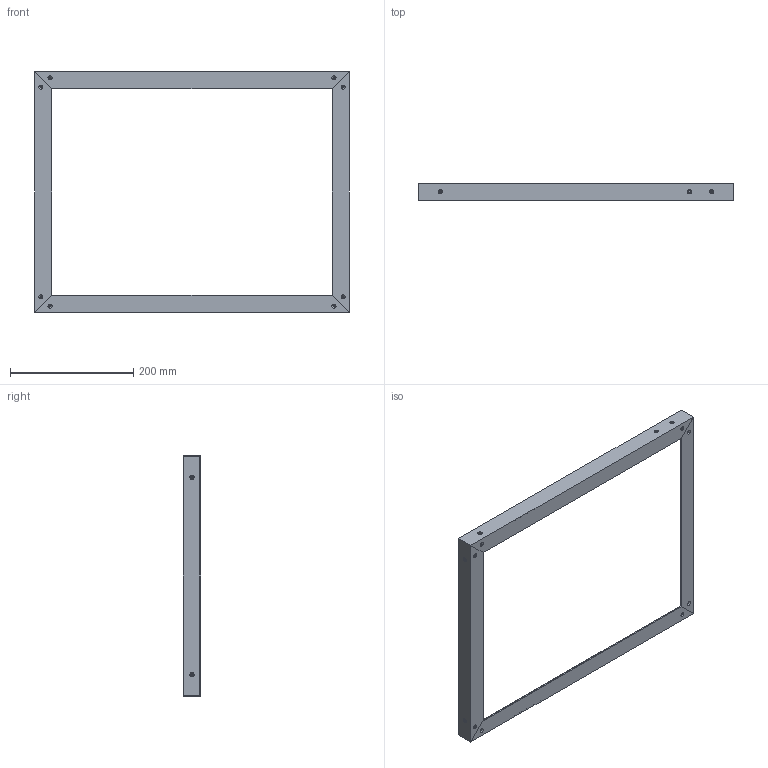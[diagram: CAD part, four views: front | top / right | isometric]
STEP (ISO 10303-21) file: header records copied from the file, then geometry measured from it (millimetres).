
FILE_DESCRIPTION(/* description */ ('STEP AP242','CAx-IF Rec.Pracs.---Representation and Presentation of Product Manufacturing Information (PMI)---4.0---2014-10-13','CAx-IF Rec.Pracs.---3D Tessellated Geometry---0.4---2014-09-14','2;1'),/* implementation_level */ '2;1');
FILE_NAME(/* name */ '674ddefb0c55be18bd87bf49',/* time_stamp */ '2024-12-02T16:23:24Z',/* author */ (''),/* organization */ (''),/* preprocessor_version */ 'ST-DEVELOPER v20',/* originating_system */ 'ONSHAPE BY PTC INC, 1.190',/* authorisation */ ' ');
FILE_SCHEMA (('AP242_MANAGED_MODEL_BASED_3D_ENGINEERING_MIM_LF { 1 0 10303 442 1 1 4 }'));
Length unit declared in the file: metre
Products named in the file (4): Part 2; Part 3; Part 1; Part 4
Bounding box: 510 x 28 x 390 mm (x, y, z)
Volume: 187057.9 mm3; surface area: 195645.7 mm2
Topology: 4 solids, 4 shells, 66 faces, 178 edges, 120 vertices
Faces by surface type: plane 32, cylinder 17, cone 17
Full cylindrical faces by diameter (mm): 3.2 x17
Entity records: 1891 total; most frequent: DIRECTION 314, CARTESIAN_POINT 292, ORIENTED_EDGE 246, EDGE_LOOP 134, FACE_BOUND 134, EDGE_CURVE 123, AXIS2_PLACEMENT_3D 121, VERTEX_POINT 99
